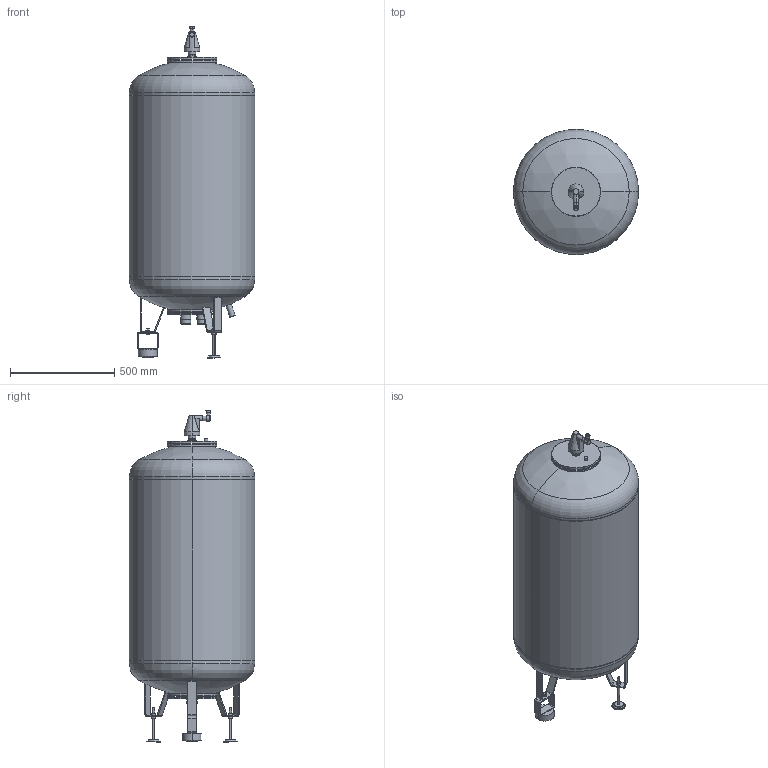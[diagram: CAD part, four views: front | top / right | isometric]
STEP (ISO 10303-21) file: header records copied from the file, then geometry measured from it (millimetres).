
FILE_DESCRIPTION (( 'STEP AP214' ), '1' );
FILE_NAME ('MV_300_6.STEP', '2024-04-08T13:02:44', ( '' ), ( '' ), 'SwSTEP 2.0', 'SolidWorks 2021', '' );
FILE_SCHEMA (( 'AUTOMOTIVE_DESIGN' ));
Length unit declared in the file: millimetre
Products named in the file (3): MV_300_6.dwg; MV_300_6; 17821_flamcomat fg300_10.dwg
Assembly tree (2 placements, depth 3):
  MV_300_6
    MV_300_6.dwg
      17821_flamcomat fg300_10.dwg
Bounding box: 600 x 600 x 1591.25 mm (x, y, z)
Volume: 312981714.7 mm3; surface area: 2981877.8 mm2
Topology: 6 solids, 6 shells, 283 faces, 619 edges, 388 vertices
Faces by surface type: cylinder 118, plane 95, cone 48, torus 18, sphere 4
Entity records: 8428 total; most frequent: CARTESIAN_POINT 1786, DIRECTION 1525, ORIENTED_EDGE 1238, AXIS2_PLACEMENT_3D 627, EDGE_CURVE 619, VERTEX_POINT 388, CIRCLE 338, EDGE_LOOP 325
